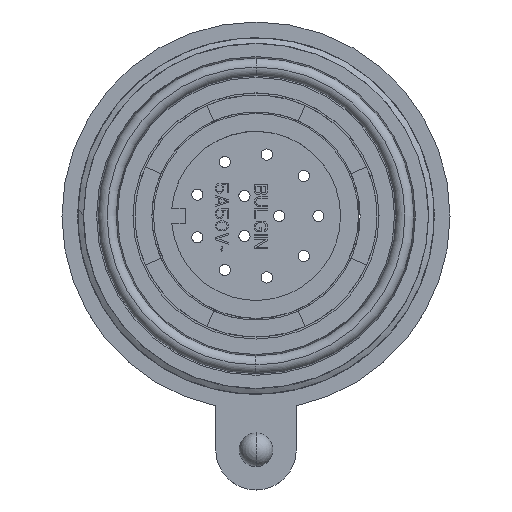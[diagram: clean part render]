
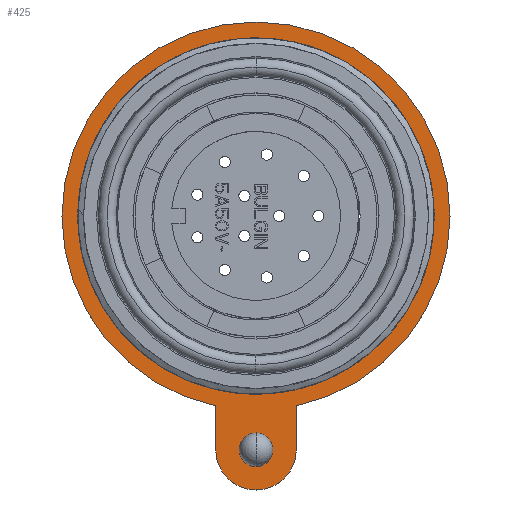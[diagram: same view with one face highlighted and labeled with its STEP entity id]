
A CAD part, top view. The second image highlights one B-rep face of the part: STEP entity #425.
In plain terms, the highlighted planar face has unit normal (0, 0, 1).
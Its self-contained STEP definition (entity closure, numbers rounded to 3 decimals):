
#425=ADVANCED_FACE('',(#2150,#2151,#2152),#2153,.T.);
#2150=FACE_OUTER_BOUND('',#5343,.T.);
#2151=FACE_BOUND('',#5344,.T.);
#2152=FACE_BOUND('',#5345,.T.);
#2153=PLANE('',#5346);
#5343=EDGE_LOOP('',(#12449,#12450,#12451,#12452,#12453,#12454));
#5344=EDGE_LOOP('',(#12455,#12456,#12457,#12458));
#5345=EDGE_LOOP('',(#12459,#12460,#12461,#12462));
#5346=AXIS2_PLACEMENT_3D('',#12463,#12464,#12465);
#12449=ORIENTED_EDGE('',*,*,#21624,.T.);
#12450=ORIENTED_EDGE('',*,*,#21625,.F.);
#12451=ORIENTED_EDGE('',*,*,#21626,.T.);
#12452=ORIENTED_EDGE('',*,*,#21622,.F.);
#12453=ORIENTED_EDGE('',*,*,#20275,.F.);
#12454=ORIENTED_EDGE('',*,*,#20272,.F.);
#12455=ORIENTED_EDGE('',*,*,#21627,.F.);
#12456=ORIENTED_EDGE('',*,*,#21628,.F.);
#12457=ORIENTED_EDGE('',*,*,#21629,.F.);
#12458=ORIENTED_EDGE('',*,*,#21630,.T.);
#12459=ORIENTED_EDGE('',*,*,#20244,.F.);
#12460=ORIENTED_EDGE('',*,*,#21631,.F.);
#12461=ORIENTED_EDGE('',*,*,#20248,.F.);
#12462=ORIENTED_EDGE('',*,*,#21632,.F.);
#12463=CARTESIAN_POINT('',(-0.003,-3.922,1.57));
#12464=DIRECTION('',(0.0,0.0,1.0));
#12465=DIRECTION('',(1.0,0.0,0.0));
#20244=EDGE_CURVE('',#24239,#24235,#24241,.T.);
#20248=EDGE_CURVE('',#24247,#24243,#24249,.T.);
#20272=EDGE_CURVE('',#24295,#24290,#24297,.T.);
#20275=EDGE_CURVE('',#24290,#24299,#24302,.T.);
#21622=EDGE_CURVE('',#24299,#26633,#26634,.T.);
#21624=EDGE_CURVE('',#24295,#26636,#26637,.T.);
#21625=EDGE_CURVE('',#26638,#26636,#26639,.T.);
#21626=EDGE_CURVE('',#26638,#26633,#26640,.T.);
#21627=EDGE_CURVE('',#26641,#26642,#26643,.T.);
#21628=EDGE_CURVE('',#26644,#26641,#26645,.T.);
#21629=EDGE_CURVE('',#26646,#26644,#26647,.T.);
#21630=EDGE_CURVE('',#26646,#26642,#26648,.T.);
#21631=EDGE_CURVE('',#24243,#24239,#26649,.T.);
#21632=EDGE_CURVE('',#24235,#24247,#26650,.T.);
#24235=VERTEX_POINT('',#30240);
#24239=VERTEX_POINT('',#30244);
#24241=CIRCLE('',#30246,1.515);
#24243=VERTEX_POINT('',#30248);
#24247=VERTEX_POINT('',#30252);
#24249=CIRCLE('',#30254,1.515);
#24290=VERTEX_POINT('',#30353);
#24295=VERTEX_POINT('',#30359);
#24297=CIRCLE('',#30362,19.05);
#24299=VERTEX_POINT('',#30364);
#24302=CIRCLE('',#30368,19.05);
#26633=VERTEX_POINT('',#35185);
#26634=CIRCLE('',#35186,19.05);
#26636=VERTEX_POINT('',#35189);
#26637=LINE('',#35190,#35191);
#26638=VERTEX_POINT('',#35192);
#26639=CIRCLE('',#35193,3.95);
#26640=LINE('',#35194,#35195);
#26641=VERTEX_POINT('',#35196);
#26642=VERTEX_POINT('',#35197);
#26643=B_SPLINE_CURVE_WITH_KNOTS('',3,(#35198,#35199,#35200,#35201,#35202,#35203,#35204,#35205,#35206),.UNSPECIFIED.,.F.,.F.,(4,1,1,1,1,1,4),(0.0,0.167,0.333,0.5,0.667,0.833,1.0),.UNSPECIFIED.);
#26644=VERTEX_POINT('',#35207);
#26645=B_SPLINE_CURVE_WITH_KNOTS('',3,(#35208,#35209,#35210,#35211,#35212,#35213,#35214,#35215,#35216,#35217,#35218,#35219,#35220,#35221,#35222,#35223,#35224,#35225,#35226,#35227,#35228,#35229,#35230,#35231,#35232,#35233,#35234,#35235,#35236,#35237,#35238),.UNSPECIFIED.,.F.,.F.,(4,1,1,1,1,1,1,1,1,1,1,1,1,1,1,1,1,1,1,1,1,1,1,1,1,1,1,1,4),(0.0,0.036,0.071,0.107,0.143,0.179,0.214,0.25,0.286,0.321,0.357,0.393,0.429,0.464,0.5,0.536,0.571,0.607,0.643,0.679,0.714,0.75,0.786,0.821,0.857,0.893,0.929,0.964,1.0),.UNSPECIFIED.);
#26646=VERTEX_POINT('',#35239);
#26647=CIRCLE('',#35240,16.935);
#26648=B_SPLINE_CURVE_WITH_KNOTS('',3,(#35241,#35242,#35243,#35244,#35245,#35246,#35247,#35248,#35249,#35250,#35251,#35252,#35253,#35254,#35255,#35256,#35257),.UNSPECIFIED.,.F.,.F.,(4,1,1,1,1,1,1,1,1,1,1,1,1,1,4),(0.0,0.071,0.143,0.214,0.286,0.357,0.429,0.5,0.571,0.643,0.714,0.786,0.857,0.929,1.0),.UNSPECIFIED.);
#26649=CIRCLE('',#35258,1.515);
#26650=CIRCLE('',#35259,1.515);
#30240=CARTESIAN_POINT('',(0.143,-21.432,1.57));
#30244=CARTESIAN_POINT('',(0.0,-24.455,1.57));
#30246=AXIS2_PLACEMENT_3D('',#41882,#41883,#41884);
#30248=CARTESIAN_POINT('',(-0.143,-24.448,1.57));
#30252=CARTESIAN_POINT('',(0.0,-21.425,1.57));
#30254=AXIS2_PLACEMENT_3D('',#41894,#41895,#41896);
#30353=CARTESIAN_POINT('',(-19.05,0.,1.57));
#30359=CARTESIAN_POINT('',(-3.95,-18.636,1.57));
#30362=AXIS2_PLACEMENT_3D('',#41936,#41937,#41938);
#30364=CARTESIAN_POINT('',(19.05,0.,1.57));
#30368=AXIS2_PLACEMENT_3D('',#41943,#41944,#41945);
#35185=CARTESIAN_POINT('',(3.95,-18.636,1.57));
#35186=AXIS2_PLACEMENT_3D('',#43804,#43805,#43806);
#35189=CARTESIAN_POINT('',(-3.95,-22.94,1.57));
#35190=CARTESIAN_POINT('',(-3.95,-18.636,1.57));
#35191=VECTOR('',#43808,4.304);
#35192=CARTESIAN_POINT('',(3.95,-22.94,1.57));
#35193=AXIS2_PLACEMENT_3D('',#43809,#43810,#43811);
#35194=CARTESIAN_POINT('',(3.95,-22.94,1.57));
#35195=VECTOR('',#43812,4.304);
#35196=CARTESIAN_POINT('',(2.145,17.358,1.57));
#35197=CARTESIAN_POINT('',(-10.757,13.791,1.57));
#35198=CARTESIAN_POINT('',(2.145,17.358,1.57));
#35199=CARTESIAN_POINT('',(1.384,17.452,1.57));
#35200=CARTESIAN_POINT('',(-0.137,17.539,1.57));
#35201=CARTESIAN_POINT('',(-2.428,17.371,1.57));
#35202=CARTESIAN_POINT('',(-4.674,16.906,1.57));
#35203=CARTESIAN_POINT('',(-6.84,16.151,1.57));
#35204=CARTESIAN_POINT('',(-8.892,15.119,1.57));
#35205=CARTESIAN_POINT('',(-10.152,14.263,1.57));
#35206=CARTESIAN_POINT('',(-10.757,13.791,1.57));
#35207=CARTESIAN_POINT('',(14.299,-9.074,1.57));
#35208=CARTESIAN_POINT('',(14.299,-9.074,1.57));
#35209=CARTESIAN_POINT('',(14.524,-8.732,1.57));
#35210=CARTESIAN_POINT('',(14.947,-8.032,1.57));
#35211=CARTESIAN_POINT('',(15.507,-6.943,1.57));
#35212=CARTESIAN_POINT('',(15.985,-5.814,1.57));
#35213=CARTESIAN_POINT('',(16.38,-4.653,1.57));
#35214=CARTESIAN_POINT('',(16.692,-3.463,1.57));
#35215=CARTESIAN_POINT('',(16.918,-2.255,1.57));
#35216=CARTESIAN_POINT('',(17.057,-1.034,1.57));
#35217=CARTESIAN_POINT('',(17.108,0.196,1.57));
#35218=CARTESIAN_POINT('',(17.069,1.427,1.57));
#35219=CARTESIAN_POINT('',(16.941,2.654,1.57));
#35220=CARTESIAN_POINT('',(16.725,3.872,1.57));
#35221=CARTESIAN_POINT('',(16.422,5.073,1.57));
#35222=CARTESIAN_POINT('',(16.034,6.248,1.57));
#35223=CARTESIAN_POINT('',(15.561,7.393,1.57));
#35224=CARTESIAN_POINT('',(15.008,8.498,1.57));
#35225=CARTESIAN_POINT('',(14.376,9.563,1.57));
#35226=CARTESIAN_POINT('',(13.667,10.584,1.57));
#35227=CARTESIAN_POINT('',(12.886,11.553,1.57));
#35228=CARTESIAN_POINT('',(12.037,12.463,1.57));
#35229=CARTESIAN_POINT('',(11.124,13.311,1.57));
#35230=CARTESIAN_POINT('',(10.153,14.088,1.57));
#35231=CARTESIAN_POINT('',(9.127,14.796,1.57));
#35232=CARTESIAN_POINT('',(8.052,15.43,1.57));
#35233=CARTESIAN_POINT('',(6.933,15.987,1.57));
#35234=CARTESIAN_POINT('',(5.775,16.462,1.57));
#35235=CARTESIAN_POINT('',(4.586,16.853,1.57));
#35236=CARTESIAN_POINT('',(3.373,17.155,1.57));
#35237=CARTESIAN_POINT('',(2.556,17.3,1.57));
#35238=CARTESIAN_POINT('',(2.145,17.358,1.57));
#35239=CARTESIAN_POINT('',(-7.607,-15.13,1.57));
#35240=AXIS2_PLACEMENT_3D('',#43813,#43814,#43815);
#35241=CARTESIAN_POINT('',(-7.607,-15.13,1.57));
#35242=CARTESIAN_POINT('',(-8.341,-14.776,1.57));
#35243=CARTESIAN_POINT('',(-9.743,-13.97,1.57));
#35244=CARTESIAN_POINT('',(-11.665,-12.466,1.57));
#35245=CARTESIAN_POINT('',(-13.362,-10.691,1.57));
#35246=CARTESIAN_POINT('',(-14.797,-8.676,1.57));
#35247=CARTESIAN_POINT('',(-15.92,-6.488,1.57));
#35248=CARTESIAN_POINT('',(-16.729,-4.137,1.57));
#35249=CARTESIAN_POINT('',(-17.191,-1.678,1.57));
#35250=CARTESIAN_POINT('',(-17.293,0.792,1.57));
#35251=CARTESIAN_POINT('',(-17.04,3.28,1.57));
#35252=CARTESIAN_POINT('',(-16.423,5.723,1.57));
#35253=CARTESIAN_POINT('',(-15.482,8.008,1.57));
#35254=CARTESIAN_POINT('',(-14.205,10.172,1.57));
#35255=CARTESIAN_POINT('',(-12.627,12.131,1.57));
#35256=CARTESIAN_POINT('',(-11.41,13.265,1.57));
#35257=CARTESIAN_POINT('',(-10.757,13.791,1.57));
#35258=AXIS2_PLACEMENT_3D('',#43816,#43817,#43818);
#35259=AXIS2_PLACEMENT_3D('',#43819,#43820,#43821);
#41882=CARTESIAN_POINT('',(0.0,-22.94,1.57));
#41883=DIRECTION('',(0.0,0.0,1.0));
#41884=DIRECTION('',(0.0,-1.0,0.0));
#41894=CARTESIAN_POINT('',(0.0,-22.94,1.57));
#41895=DIRECTION('',(0.0,-0.0,1.0));
#41896=DIRECTION('',(0.0,1.0,0.0));
#41936=CARTESIAN_POINT('',(0.0,0.0,1.57));
#41937=DIRECTION('',(-0.0,0.0,-1.0));
#41938=DIRECTION('',(-0.207,-0.978,0.0));
#41943=CARTESIAN_POINT('',(0.0,0.0,1.57));
#41944=DIRECTION('',(-0.0,0.0,-1.0));
#41945=DIRECTION('',(-0.207,-0.978,0.0));
#43804=CARTESIAN_POINT('',(0.0,0.0,1.57));
#43805=DIRECTION('',(-0.0,0.0,-1.0));
#43806=DIRECTION('',(-0.207,-0.978,0.0));
#43808=DIRECTION('',(0.,-1.0,0.0));
#43809=CARTESIAN_POINT('',(0.0,-22.94,1.57));
#43810=DIRECTION('',(0.0,0.0,-1.0));
#43811=DIRECTION('',(1.0,0.0,0.0));
#43812=DIRECTION('',(0.,1.0,0.0));
#43813=CARTESIAN_POINT('',(0.0,0.0,1.57));
#43814=DIRECTION('',(0.0,0.0,1.0));
#43815=DIRECTION('',(-0.449,-0.893,0.0));
#43816=CARTESIAN_POINT('',(0.0,-22.94,1.57));
#43817=DIRECTION('',(0.0,-0.0,1.0));
#43818=DIRECTION('',(0.0,1.0,0.0));
#43819=CARTESIAN_POINT('',(0.0,-22.94,1.57));
#43820=DIRECTION('',(0.0,0.0,1.0));
#43821=DIRECTION('',(0.0,-1.0,0.0));
